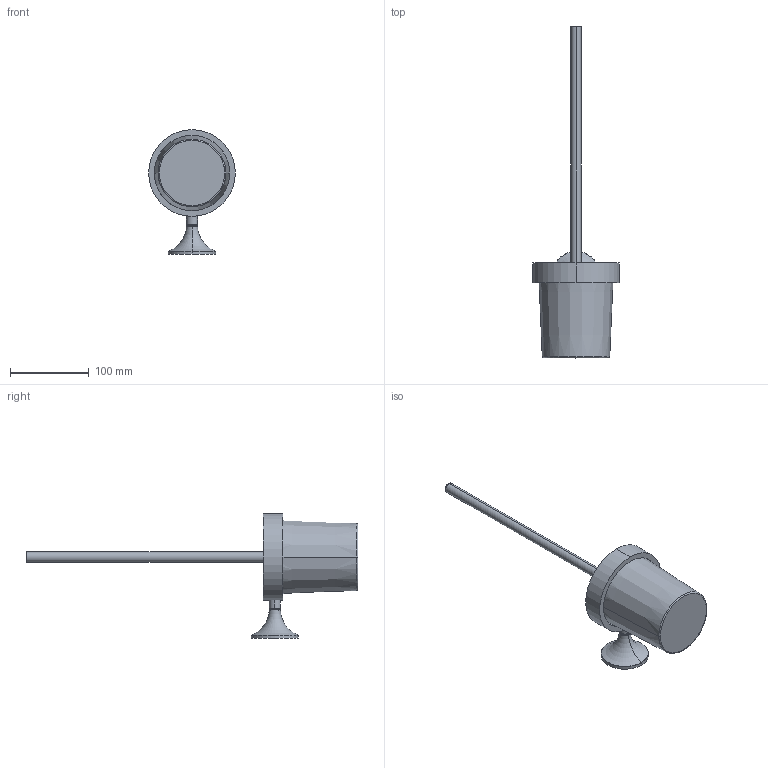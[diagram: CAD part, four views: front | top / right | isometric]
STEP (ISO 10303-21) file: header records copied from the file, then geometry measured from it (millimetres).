
FILE_DESCRIPTION (( 'STEP AP203' ), '1' );
FILE_NAME ('83.900.809.STEP', '2017-11-30T13:32:26', ( '' ), ( '' ), 'SwSTEP 2.0', 'SolidWorks 2017', '' );
FILE_SCHEMA (( 'CONFIG_CONTROL_DESIGN' ));
Length unit declared in the file: millimetre
Products named in the file (8): Planungsmodell_Buerste-+-83.905.930-01_ _K1; Planungsmodell_Rohr_gerade-+-28.568.780-10_ _K229_13x300; Planungsmodell_Rohr-+-10.060.780-02_ _K37_D13x0,98_D8,85x12; Planungsmodell_Rosette-+-08.27.80.500.90-01_K1_D60x37_D14; Planungsmodell_Huelse-+-08.17.20.644.90-01_K3_D14x11; 83.900.809; Planungsmodell_Ring-+-08.17.20.634.90-01_-; Topf-+-08.90.04.008.82_ _PDB_08900400882
Assembly tree (7 placements, depth 2):
  83.900.809
    Planungsmodell_Rosette-+-08.27.80.500.90-01_K1_D60x37_D14
    Planungsmodell_Huelse-+-08.17.20.644.90-01_K3_D14x11
    Planungsmodell_Ring-+-08.17.20.634.90-01_-
    Topf-+-08.90.04.008.82_ _PDB_08900400882
    Planungsmodell_Buerste-+-83.905.930-01_ _K1
    Planungsmodell_Rohr_gerade-+-28.568.780-10_ _K229_13x300
    Planungsmodell_Rohr-+-10.060.780-02_ _K37_D13x0,98_D8,85x12
Bounding box: 110 x 421.28 x 158.2 mm (x, y, z)
Volume: 801986.6 mm3; surface area: 141142.9 mm2
Topology: 7 solids, 7 shells, 74 faces, 136 edges, 82 vertices
Faces by surface type: torus 22, cylinder 18, plane 18, cone 10, sphere 6
Entity records: 2714 total; most frequent: DIRECTION 412, CARTESIAN_POINT 302, ORIENTED_EDGE 272, AXIS2_PLACEMENT_3D 192, EDGE_CURVE 136, CIRCLE 108, EDGE_LOOP 82, VERTEX_POINT 82
